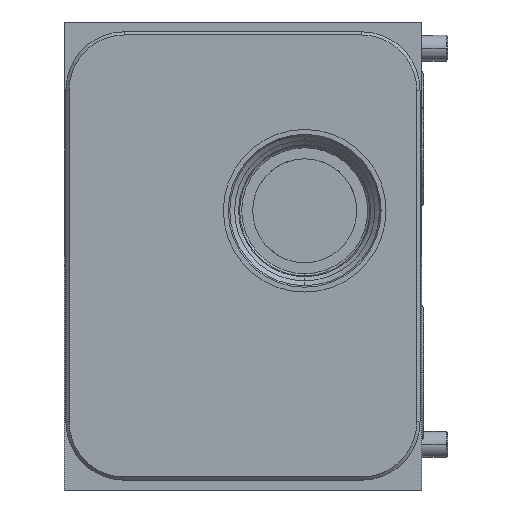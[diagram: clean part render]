
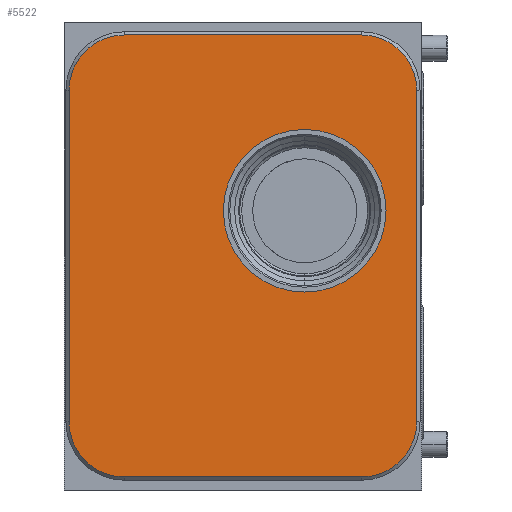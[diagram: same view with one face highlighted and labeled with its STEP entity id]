
A CAD part, front view. The second image highlights one B-rep face of the part: STEP entity #5522.
In plain terms, the highlighted planar face has unit normal (0, -1, 0).
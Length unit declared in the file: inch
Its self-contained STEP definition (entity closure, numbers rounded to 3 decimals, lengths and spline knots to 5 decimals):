
#57=CARTESIAN_POINT('',(2.859,-6.875,0.656));
#58=DIRECTION('',(0.,1.,0.));
#59=DIRECTION('',(1.,0.,0.));
#60=AXIS2_PLACEMENT_3D('',#57,#58,#59);
#71=CARTESIAN_POINT('',(2.312,-6.875,2.685));
#72=DIRECTION('',(0.,1.,0.));
#73=DIRECTION('',(0.,0.,-1.));
#74=AXIS2_PLACEMENT_3D('',#71,#72,#73);
#76=CARTESIAN_POINT('',(2.312,-6.875,2.685));
#77=DIRECTION('',(0.,1.,0.));
#78=DIRECTION('',(0.,0.,1.));
#79=AXIS2_PLACEMENT_3D('',#76,#77,#78);
#4568=DIRECTION('',(-1.,0.,0.));
#4569=VECTOR('',#4568,2.281);
#4570=CARTESIAN_POINT('',(2.859,-6.875,0.125));
#4571=LINE('',#4570,#4569);
#4588=CARTESIAN_POINT('',(0.578,-6.875,0.656));
#4589=DIRECTION('',(0.,1.,0.));
#4590=DIRECTION('',(0.,0.,-1.));
#4591=AXIS2_PLACEMENT_3D('',#4588,#4589,#4590);
#4606=DIRECTION('',(0.,0.,1.));
#4607=VECTOR('',#4606,3.188);
#4608=CARTESIAN_POINT('',(0.047,-6.875,0.656));
#4609=LINE('',#4608,#4607);
#4622=CARTESIAN_POINT('',(0.578,-6.875,3.844));
#4623=DIRECTION('',(0.,1.,0.));
#4624=DIRECTION('',(-1.,0.,0.));
#4625=AXIS2_PLACEMENT_3D('',#4622,#4623,#4624);
#4636=DIRECTION('',(1.,0.,0.));
#4637=VECTOR('',#4636,2.281);
#4638=CARTESIAN_POINT('',(0.578,-6.875,4.375));
#4639=LINE('',#4638,#4637);
#4656=CARTESIAN_POINT('',(2.859,-6.875,3.844));
#4657=DIRECTION('',(0.,1.,0.));
#4658=DIRECTION('',(0.,0.,1.));
#4659=AXIS2_PLACEMENT_3D('',#4656,#4657,#4658);
#4670=DIRECTION('',(0.,0.,-1.));
#4671=VECTOR('',#4670,3.188);
#4672=CARTESIAN_POINT('',(3.39,-6.875,3.844));
#4673=LINE('',#4672,#4671);
#5008=CARTESIAN_POINT('',(2.312,-6.875,1.903));
#5009=CARTESIAN_POINT('',(2.312,-6.875,3.467));
#5010=VERTEX_POINT('',#5008);
#5011=VERTEX_POINT('',#5009);
#5053=CARTESIAN_POINT('',(0.047,-6.875,0.656));
#5054=CARTESIAN_POINT('',(0.047,-6.875,3.844));
#5055=VERTEX_POINT('',#5053);
#5056=VERTEX_POINT('',#5054);
#5061=CARTESIAN_POINT('',(0.578,-6.875,4.375));
#5062=VERTEX_POINT('',#5061);
#5065=CARTESIAN_POINT('',(2.859,-6.875,4.375));
#5066=VERTEX_POINT('',#5065);
#5069=CARTESIAN_POINT('',(3.39,-6.875,3.844));
#5070=VERTEX_POINT('',#5069);
#5073=CARTESIAN_POINT('',(3.39,-6.875,0.656));
#5074=VERTEX_POINT('',#5073);
#5077=CARTESIAN_POINT('',(2.859,-6.875,0.125));
#5078=VERTEX_POINT('',#5077);
#5081=CARTESIAN_POINT('',(0.578,-6.875,0.125));
#5082=VERTEX_POINT('',#5081);
#5494=CARTESIAN_POINT('',(0.,-6.875,0.));
#5495=DIRECTION('',(0.,-1.,0.));
#5496=DIRECTION('',(1.,0.,0.));
#5497=AXIS2_PLACEMENT_3D('',#5494,#5495,#5496);
#5498=PLANE('',#5497);
#5499=ORIENTED_EDGE('',*,*,#5484,.T.);
#5501=ORIENTED_EDGE('',*,*,#5500,.T.);
#5503=ORIENTED_EDGE('',*,*,#5502,.T.);
#5505=ORIENTED_EDGE('',*,*,#5504,.T.);
#5507=ORIENTED_EDGE('',*,*,#5506,.T.);
#5509=ORIENTED_EDGE('',*,*,#5508,.T.);
#5511=ORIENTED_EDGE('',*,*,#5510,.T.);
#5513=ORIENTED_EDGE('',*,*,#5512,.T.);
#5514=EDGE_LOOP('',(#5499,#5501,#5503,#5505,#5507,#5509,#5511,#5513));
#5515=FACE_OUTER_BOUND('',#5514,.F.);
#5517=ORIENTED_EDGE('',*,*,#5516,.F.);
#5519=ORIENTED_EDGE('',*,*,#5518,.F.);
#5520=EDGE_LOOP('',(#5517,#5519));
#5521=FACE_BOUND('',#5520,.F.);
#5522=ADVANCED_FACE('',(#5515,#5521),#5498,.T.);
#61=CIRCLE('',#60,0.531);
#75=CIRCLE('',#74,0.782);
#80=CIRCLE('',#79,0.782);
#4592=CIRCLE('',#4591,0.531);
#4626=CIRCLE('',#4625,0.531);
#4660=CIRCLE('',#4659,0.531);
#5484=EDGE_CURVE('',#5074,#5078,#61,.T.);
#5500=EDGE_CURVE('',#5078,#5082,#4571,.T.);
#5502=EDGE_CURVE('',#5082,#5055,#4592,.T.);
#5504=EDGE_CURVE('',#5055,#5056,#4609,.T.);
#5506=EDGE_CURVE('',#5056,#5062,#4626,.T.);
#5508=EDGE_CURVE('',#5062,#5066,#4639,.T.);
#5510=EDGE_CURVE('',#5066,#5070,#4660,.T.);
#5512=EDGE_CURVE('',#5070,#5074,#4673,.T.);
#5516=EDGE_CURVE('',#5010,#5011,#75,.T.);
#5518=EDGE_CURVE('',#5011,#5010,#80,.T.);
